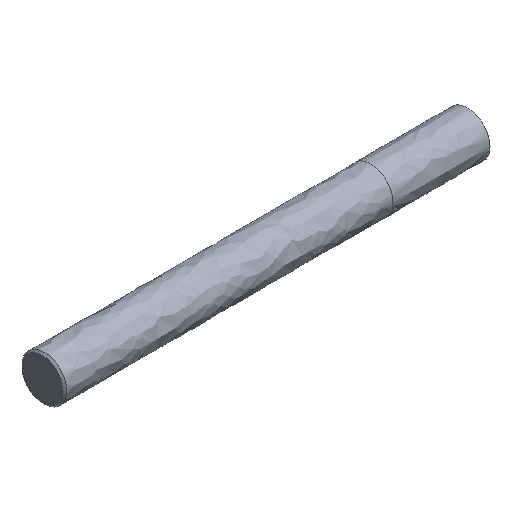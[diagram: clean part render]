
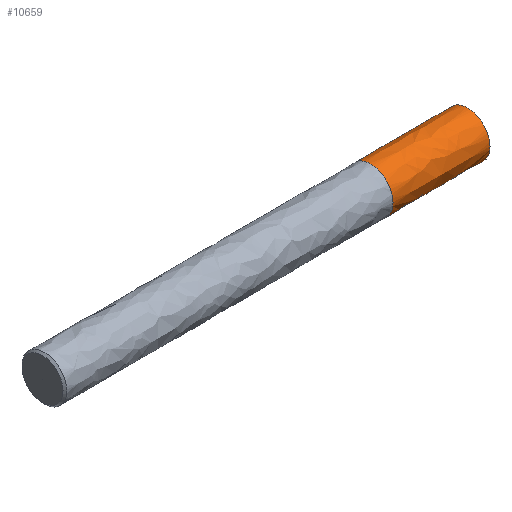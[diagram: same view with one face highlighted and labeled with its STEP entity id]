
A CAD part, isometric view. The second image highlights one B-rep face of the part: STEP entity #10659.
In plain terms, the highlighted free-form (B-spline) face has degree [5, 3] with [6, 4] control points.
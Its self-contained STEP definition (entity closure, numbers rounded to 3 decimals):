
#10565 = CARTESIAN_POINT ('', (-13., 3., 0.));
#10566 = VERTEX_POINT ('', #10565);
#10574 = CARTESIAN_POINT ('', (-13., 3., 0.));
#10575 = CARTESIAN_POINT ('', (-13., 3., -12.));
#10576 = CARTESIAN_POINT ('', (-13., -9., -6.));
#10577 = CARTESIAN_POINT ('', (-13., -9., 6.));
#10578 = CARTESIAN_POINT ('', (-13., 3., 12.));
#10579 = CARTESIAN_POINT ('', (-13., 3., 0.));
#10580 = (
   BOUNDED_CURVE ()
   B_SPLINE_CURVE (5, (#10574, #10575, #10576, #10577, #10578, #10579), .UNSPECIFIED., .T., .U.)
   B_SPLINE_CURVE_WITH_KNOTS ((6, 6), (0., 1.), .UNSPECIFIED.)
   CURVE ()
   GEOMETRIC_REPRESENTATION_ITEM ()
   RATIONAL_B_SPLINE_CURVE ((5., 1., 1., 1., 1., 5.))
   REPRESENTATION_ITEM ('')
);
#10581 = EDGE_CURVE ('', #10566, #10566, #10580, .T.);
#10612 = CARTESIAN_POINT ('', (0., 3., 0.));
#10613 = VERTEX_POINT ('', #10612);
#10614 = CARTESIAN_POINT ('', (0., 3., 0.));
#10615 = CARTESIAN_POINT ('', (0., 3., -12.));
#10616 = CARTESIAN_POINT ('', (0., -9., -6.));
#10617 = CARTESIAN_POINT ('', (0., -9., 6.));
#10618 = CARTESIAN_POINT ('', (0., 3., 12.));
#10619 = CARTESIAN_POINT ('', (0., 3., 0.));
#10620 = (
   BOUNDED_CURVE ()
   B_SPLINE_CURVE (5, (#10614, #10615, #10616, #10617, #10618, #10619), .UNSPECIFIED., .T., .U.)
   B_SPLINE_CURVE_WITH_KNOTS ((6, 6), (0., 1.), .UNSPECIFIED.)
   CURVE ()
   GEOMETRIC_REPRESENTATION_ITEM ()
   RATIONAL_B_SPLINE_CURVE ((5., 1., 1., 1., 1., 5.))
   REPRESENTATION_ITEM ('')
);
#10621 = EDGE_CURVE ('', #10613, #10613, #10620, .T.);
#10622 = ORIENTED_EDGE ('', *, *, #10621, .T.);
#10623 = CARTESIAN_POINT ('', (-13., 3., 0.));
#10624 = CARTESIAN_POINT ('', (-8.667, 3., 0.));
#10625 = CARTESIAN_POINT ('', (-4.333, 3., 0.));
#10626 = CARTESIAN_POINT ('', (0., 3., 0.));
#10627 = B_SPLINE_CURVE_WITH_KNOTS ('', 3, (#10623, #10624, #10625, #10626), .UNSPECIFIED., .F., .U., (4, 4), (0., 1.), .UNSPECIFIED.);
#10628 = EDGE_CURVE ('', #10566, #10613, #10627, .T.);
#10629 = ORIENTED_EDGE ('', *, *, #10628, .F.);
#10630 = ORIENTED_EDGE ('', *, *, #10581, .F.);
#10631 = ORIENTED_EDGE ('', *, *, #10628, .T.);
#10632 = EDGE_LOOP ('', (#10622, #10629, #10630, #10631));
#10633 = FACE_OUTER_BOUND ('', #10632, .T.);
#10634 = CARTESIAN_POINT ('', (-13., 3., 0.));
#10635 = CARTESIAN_POINT ('', (-8.667, 3., 0.));
#10636 = CARTESIAN_POINT ('', (-4.333, 3., 0.));
#10637 = CARTESIAN_POINT ('', (0., 3., 0.));
#10638 = CARTESIAN_POINT ('', (-13., 3., 12.));
#10639 = CARTESIAN_POINT ('', (-8.667, 3., 12.));
#10640 = CARTESIAN_POINT ('', (-4.333, 3., 12.));
#10641 = CARTESIAN_POINT ('', (0., 3., 12.));
#10642 = CARTESIAN_POINT ('', (-13., -9., 6.));
#10643 = CARTESIAN_POINT ('', (-8.667, -9., 6.));
#10644 = CARTESIAN_POINT ('', (-4.333, -9., 6.));
#10645 = CARTESIAN_POINT ('', (0., -9., 6.));
#10646 = CARTESIAN_POINT ('', (-13., -9., -6.));
#10647 = CARTESIAN_POINT ('', (-8.667, -9., -6.));
#10648 = CARTESIAN_POINT ('', (-4.333, -9., -6.));
#10649 = CARTESIAN_POINT ('', (0., -9., -6.));
#10650 = CARTESIAN_POINT ('', (-13., 3., -12.));
#10651 = CARTESIAN_POINT ('', (-8.667, 3., -12.));
#10652 = CARTESIAN_POINT ('', (-4.333, 3., -12.));
#10653 = CARTESIAN_POINT ('', (0., 3., -12.));
#10654 = CARTESIAN_POINT ('', (-13., 3., 0.));
#10655 = CARTESIAN_POINT ('', (-8.667, 3., 0.));
#10656 = CARTESIAN_POINT ('', (-4.333, 3., 0.));
#10657 = CARTESIAN_POINT ('', (0., 3., 0.));
#10658 = (
   BOUNDED_SURFACE ()
   B_SPLINE_SURFACE (5, 3, ((#10634, #10635, #10636, #10637), (#10638, #10639, #10640, #10641), (#10642, #10643, #10644, #10645), (#10646, #10647, #10648, #10649), (#10650, #10651, #10652, #10653), (#10654, #10655, #10656, #10657)), .UNSPECIFIED., .T., .F., .U.)
   B_SPLINE_SURFACE_WITH_KNOTS ((6, 6), (4, 4), (0., 1.), (0., 1.), .UNSPECIFIED.)
   SURFACE ()
   GEOMETRIC_REPRESENTATION_ITEM ()
   RATIONAL_B_SPLINE_SURFACE (((5., 5., 5., 5.), (1., 1., 1., 1.), (1., 1., 1., 1.), (1., 1., 1., 1.), (1., 1., 1., 1.), (5., 5., 5., 5.)))
   REPRESENTATION_ITEM ('')
);
#10659 = ADVANCED_FACE ('', (#10633), #10658, .T.);
